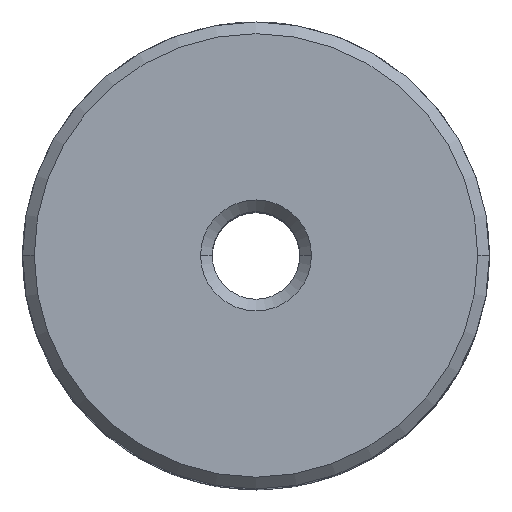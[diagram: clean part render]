
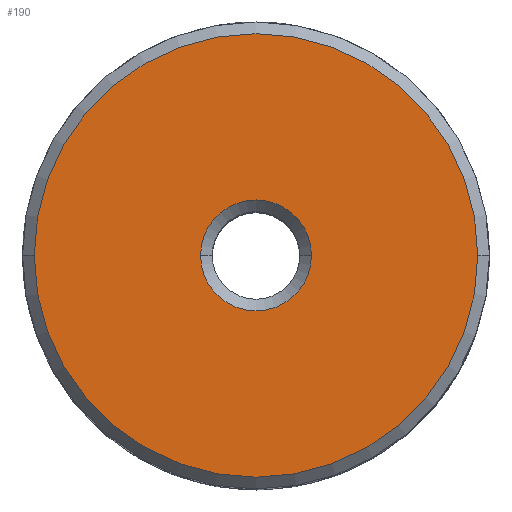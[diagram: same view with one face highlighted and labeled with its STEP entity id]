
A CAD part, top view. The second image highlights one B-rep face of the part: STEP entity #190.
In plain terms, the highlighted planar face has unit normal (0, 0, 1).
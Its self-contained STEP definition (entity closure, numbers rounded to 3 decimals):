
#190=ADVANCED_FACE('',(#491,#492),#493,.F.);
#491=FACE_OUTER_BOUND('',#14389,.T.);
#492=FACE_BOUND('',#14390,.T.);
#493=PLANE('',#14391);
#14389=EDGE_LOOP('',(#15550,#15551));
#14390=EDGE_LOOP('',(#15552,#15553));
#14391=AXIS2_PLACEMENT_3D('',#15554,#15555,#15556);
#15550=ORIENTED_EDGE('',*,*,#15817,.F.);
#15551=ORIENTED_EDGE('',*,*,#15810,.F.);
#15552=ORIENTED_EDGE('',*,*,#15819,.F.);
#15553=ORIENTED_EDGE('',*,*,#15806,.F.);
#15554=CARTESIAN_POINT('',(0.0,0.0,22.0));
#15555=DIRECTION('',(0.0,0.0,-1.0));
#15556=DIRECTION('',(-1.0,0.0,0.0));
#15806=EDGE_CURVE('',#16387,#16389,#16390,.T.);
#15810=EDGE_CURVE('',#16394,#16396,#16397,.T.);
#15817=EDGE_CURVE('',#16396,#16394,#16406,.T.);
#15819=EDGE_CURVE('',#16389,#16387,#16408,.T.);
#16387=VERTEX_POINT('',#35903);
#16389=VERTEX_POINT('',#35906);
#16390=CIRCLE('',#35907,1.9);
#16394=VERTEX_POINT('',#35912);
#16396=VERTEX_POINT('',#35915);
#16397=CIRCLE('',#35916,7.6);
#16406=CIRCLE('',#35928,7.6);
#16408=CIRCLE('',#35930,1.9);
#35903=CARTESIAN_POINT('',(-1.9,0.,22.0));
#35906=CARTESIAN_POINT('',(1.9,0.,22.0));
#35907=AXIS2_PLACEMENT_3D('',#37538,#37539,#37540);
#35912=CARTESIAN_POINT('',(-7.6,0.,22.0));
#35915=CARTESIAN_POINT('',(7.6,0.,22.0));
#35916=AXIS2_PLACEMENT_3D('',#37546,#37547,#37548);
#35928=AXIS2_PLACEMENT_3D('',#37561,#37562,#37563);
#35930=AXIS2_PLACEMENT_3D('',#37567,#37568,#37569);
#37538=CARTESIAN_POINT('',(0.0,0.0,22.0));
#37539=DIRECTION('',(0.0,0.0,1.0));
#37540=DIRECTION('',(-1.0,0.0,0.0));
#37546=CARTESIAN_POINT('',(0.0,0.0,22.0));
#37547=DIRECTION('',(0.0,0.0,-1.0));
#37548=DIRECTION('',(-1.0,0.0,0.0));
#37561=CARTESIAN_POINT('',(0.0,0.0,22.0));
#37562=DIRECTION('',(0.0,0.0,-1.0));
#37563=DIRECTION('',(-1.0,0.0,0.0));
#37567=CARTESIAN_POINT('',(0.0,0.0,22.0));
#37568=DIRECTION('',(0.0,0.0,1.0));
#37569=DIRECTION('',(-1.0,0.0,0.0));
